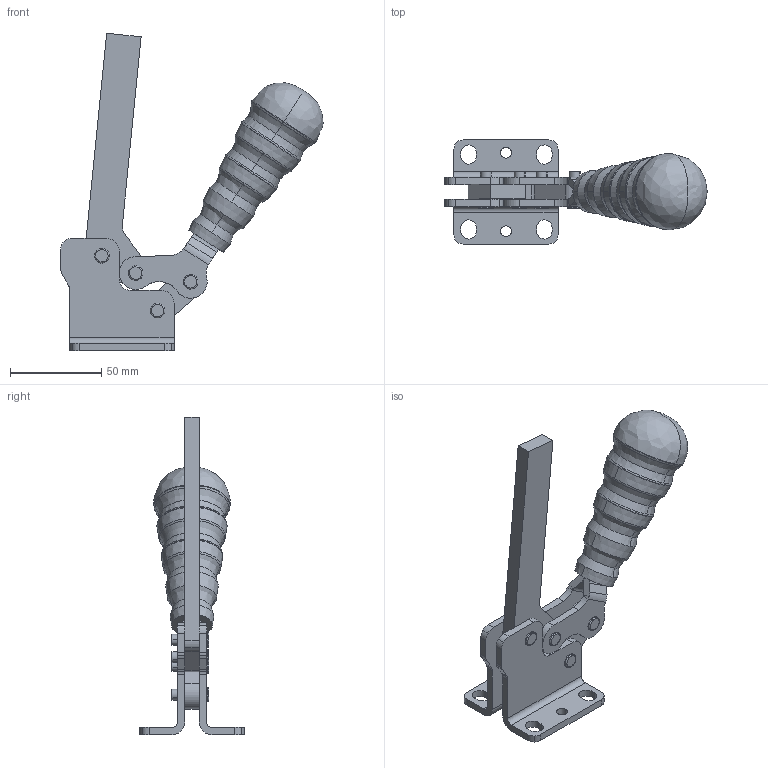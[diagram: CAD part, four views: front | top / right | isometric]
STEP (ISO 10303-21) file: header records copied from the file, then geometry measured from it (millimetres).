
FILE_DESCRIPTION((''),'2;1');
FILE_NAME('134F.0-opened.stp','2005-09-27T17:31:15',('Kysilko'),(''),'Autodesk Inventor 8','Autodesk Inventor 8','');
FILE_SCHEMA(('AUTOMOTIVE_DESIGN { 1 0 10303 214 1 1 1 1 }'));
Length unit declared in the file: millimetre
Products named in the file (1): Part52
Bounding box: 143.7 x 57 x 173.84 mm (x, y, z)
Volume: 142661.3 mm3; surface area: 45311.7 mm2
Topology: 1 solids, 5 shells, 866 faces, 2365 edges, 1368 vertices
Faces by surface type: plane 343, cone 306, bspline 112, cylinder 83, torus 22
Entity records: 29297 total; most frequent: CARTESIAN_POINT 8508, ORIENTED_EDGE 4710, DIRECTION 4274, EDGE_CURVE 2355, AXIS2_PLACEMENT_3D 1750, VERTEX_POINT 1368, EDGE_LOOP 1045, CIRCLE 995
